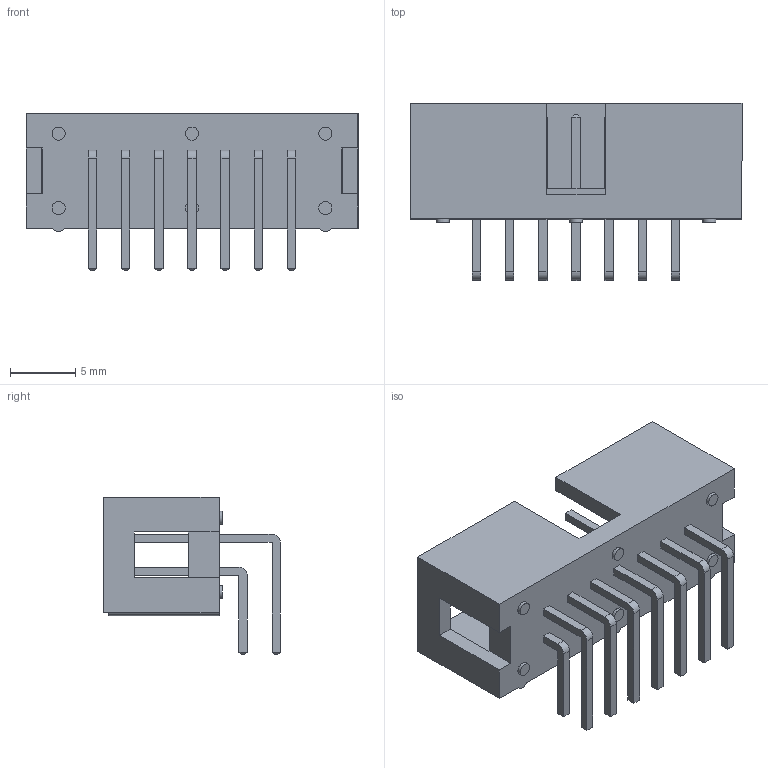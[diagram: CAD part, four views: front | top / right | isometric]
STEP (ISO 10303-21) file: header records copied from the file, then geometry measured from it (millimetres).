
FILE_DESCRIPTION(/* description */ (''),/* implementation_level */ '2;1');
FILE_NAME(/* name */ 'FRC-7X2-H-NLCK.step',/* time_stamp */ '2022-05-11T20:18:38+06:00',/* author */ (''),/* organization */ (''),/* preprocessor_version */ 'ST-DEVELOPER v18.1',/* originating_system */ 'Autodesk Translation Framework v10.14.0.1471',/* authorisation */ '');
FILE_SCHEMA (('AUTOMOTIVE_DESIGN { 1 0 10303 214 3 1 1 }'));
Length unit declared in the file: millimetre
Products named in the file (2): FRC-7X2-H-NLCK; IDC-Header_2x07_P2.54mm_Horizontal
Assembly tree (1 placements, depth 2):
  FRC-7X2-H-NLCK
    IDC-Header_2x07_P2.54mm_Horizontal
Bounding box: 25.44 x 13.55 x 12.1 mm (x, y, z)
Volume: 1040.3 mm3; surface area: 1955.7 mm2
Topology: 1 solids, 1 shells, 336 faces, 800 edges, 496 vertices
Faces by surface type: plane 313, cylinder 23
Full cylindrical faces by diameter (mm): 1 x6
Entity records: 9805 total; most frequent: CARTESIAN_POINT 1635, ORIENTED_EDGE 1600, DIRECTION 1524, EDGE_CURVE 800, LINE 754, VECTOR 754, VERTEX_POINT 496, AXIS2_PLACEMENT_3D 385
